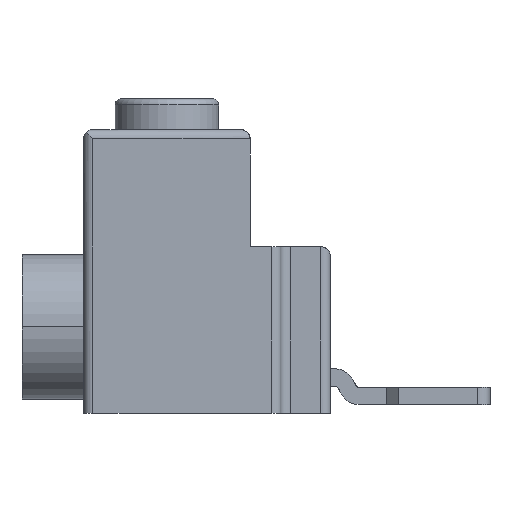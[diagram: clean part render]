
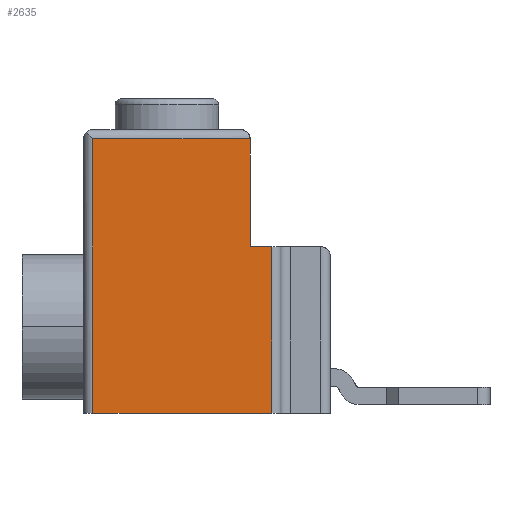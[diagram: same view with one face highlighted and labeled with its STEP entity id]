
A CAD part, left-side view. The second image highlights one B-rep face of the part: STEP entity #2635.
In plain terms, the highlighted planar face has unit normal (-1, 0, 0).
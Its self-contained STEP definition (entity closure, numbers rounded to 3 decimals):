
#67 = PLANE('',#68);
#68 = AXIS2_PLACEMENT_3D('',#69,#70,#71);
#69 = CARTESIAN_POINT('',(0.,0.,-11.5));
#70 = DIRECTION('',(0.,0.,1.));
#71 = DIRECTION('',(1.,0.,0.));
#492 = VERTEX_POINT('',#493);
#493 = CARTESIAN_POINT('',(-22.,19.25,-11.5));
#508 = CYLINDRICAL_SURFACE('',#509,0.75);
#509 = AXIS2_PLACEMENT_3D('',#510,#511,#512);
#510 = CARTESIAN_POINT('',(-21.25,19.25,-11.5));
#511 = DIRECTION('',(0.,0.,1.));
#512 = DIRECTION('',(1.,0.,0.));
#520 = EDGE_CURVE('',#492,#521,#523,.T.);
#521 = VERTEX_POINT('',#522);
#522 = CARTESIAN_POINT('',(-22.,4.75,-11.5));
#523 = SURFACE_CURVE('',#524,(#528,#535),.PCURVE_S1.);
#524 = LINE('',#525,#526);
#525 = CARTESIAN_POINT('',(-22.,19.25,-11.5));
#526 = VECTOR('',#527,1.);
#527 = DIRECTION('',(0.,-1.,0.));
#528 = PCURVE('',#67,#529);
#529 = DEFINITIONAL_REPRESENTATION('',(#530),#534);
#530 = LINE('',#531,#532);
#531 = CARTESIAN_POINT('',(-22.,19.25));
#532 = VECTOR('',#533,1.);
#533 = DIRECTION('',(0.,-1.));
#534 = ( GEOMETRIC_REPRESENTATION_CONTEXT(2) 
PARAMETRIC_REPRESENTATION_CONTEXT() REPRESENTATION_CONTEXT('2D SPACE',''
  ) );
#535 = PCURVE('',#536,#541);
#536 = PLANE('',#537);
#537 = AXIS2_PLACEMENT_3D('',#538,#539,#540);
#538 = CARTESIAN_POINT('',(-22.,19.25,-11.5));
#539 = DIRECTION('',(-1.,0.,0.));
#540 = DIRECTION('',(0.,-1.,0.));
#541 = DEFINITIONAL_REPRESENTATION('',(#542),#546);
#542 = LINE('',#543,#544);
#543 = CARTESIAN_POINT('',(0.,0.));
#544 = VECTOR('',#545,1.);
#545 = DIRECTION('',(1.,0.));
#546 = ( GEOMETRIC_REPRESENTATION_CONTEXT(2) 
PARAMETRIC_REPRESENTATION_CONTEXT() REPRESENTATION_CONTEXT('2D SPACE',''
  ) );
#565 = CYLINDRICAL_SURFACE('',#566,0.75);
#566 = AXIS2_PLACEMENT_3D('',#567,#568,#569);
#567 = CARTESIAN_POINT('',(-21.25,4.75,-11.5));
#568 = DIRECTION('',(0.,0.,1.));
#569 = DIRECTION('',(1.,0.,0.));
#848 = PLANE('',#849);
#849 = AXIS2_PLACEMENT_3D('',#850,#851,#852);
#850 = CARTESIAN_POINT('',(-50.,0.75,2.));
#851 = DIRECTION('',(0.,0.,-1.));
#852 = DIRECTION('',(0.,1.,0.));
#2239 = VERTEX_POINT('',#2240);
#2240 = CARTESIAN_POINT('',(-22.,4.75,2.));
#2266 = EDGE_CURVE('',#2239,#2267,#2269,.T.);
#2267 = VERTEX_POINT('',#2268);
#2268 = CARTESIAN_POINT('',(-22.,6.5,2.));
#2269 = SURFACE_CURVE('',#2270,(#2274,#2281),.PCURVE_S1.);
#2270 = LINE('',#2271,#2272);
#2271 = CARTESIAN_POINT('',(-22.,4.75,2.));
#2272 = VECTOR('',#2273,1.);
#2273 = DIRECTION('',(0.,1.,0.));
#2274 = PCURVE('',#848,#2275);
#2275 = DEFINITIONAL_REPRESENTATION('',(#2276),#2280);
#2276 = LINE('',#2277,#2278);
#2277 = CARTESIAN_POINT('',(4.,28.));
#2278 = VECTOR('',#2279,1.);
#2279 = DIRECTION('',(1.,0.));
#2280 = ( GEOMETRIC_REPRESENTATION_CONTEXT(2) 
PARAMETRIC_REPRESENTATION_CONTEXT() REPRESENTATION_CONTEXT('2D SPACE',''
  ) );
#2281 = PCURVE('',#536,#2282);
#2282 = DEFINITIONAL_REPRESENTATION('',(#2283),#2287);
#2283 = LINE('',#2284,#2285);
#2284 = CARTESIAN_POINT('',(14.5,13.5));
#2285 = VECTOR('',#2286,1.);
#2286 = DIRECTION('',(-1.,0.));
#2287 = ( GEOMETRIC_REPRESENTATION_CONTEXT(2) 
PARAMETRIC_REPRESENTATION_CONTEXT() REPRESENTATION_CONTEXT('2D SPACE',''
  ) );
#2305 = PLANE('',#2306);
#2306 = AXIS2_PLACEMENT_3D('',#2307,#2308,#2309);
#2307 = CARTESIAN_POINT('',(-50.,6.5,2.));
#2308 = DIRECTION('',(0.,1.,0.));
#2309 = DIRECTION('',(0.,0.,1.));
#2612 = EDGE_CURVE('',#521,#2239,#2613,.T.);
#2613 = SURFACE_CURVE('',#2614,(#2618,#2625),.PCURVE_S1.);
#2614 = LINE('',#2615,#2616);
#2615 = CARTESIAN_POINT('',(-22.,4.75,-11.5));
#2616 = VECTOR('',#2617,1.);
#2617 = DIRECTION('',(0.,0.,1.));
#2618 = PCURVE('',#565,#2619);
#2619 = DEFINITIONAL_REPRESENTATION('',(#2620),#2624);
#2620 = LINE('',#2621,#2622);
#2621 = CARTESIAN_POINT('',(3.142,0.));
#2622 = VECTOR('',#2623,1.);
#2623 = DIRECTION('',(0.,1.));
#2624 = ( GEOMETRIC_REPRESENTATION_CONTEXT(2) 
PARAMETRIC_REPRESENTATION_CONTEXT() REPRESENTATION_CONTEXT('2D SPACE',''
  ) );
#2625 = PCURVE('',#536,#2626);
#2626 = DEFINITIONAL_REPRESENTATION('',(#2627),#2631);
#2627 = LINE('',#2628,#2629);
#2628 = CARTESIAN_POINT('',(14.5,0.));
#2629 = VECTOR('',#2630,1.);
#2630 = DIRECTION('',(0.,1.));
#2631 = ( GEOMETRIC_REPRESENTATION_CONTEXT(2) 
PARAMETRIC_REPRESENTATION_CONTEXT() REPRESENTATION_CONTEXT('2D SPACE',''
  ) );
#2635 = ADVANCED_FACE('',(#2636),#536,.T.);
#2636 = FACE_BOUND('',#2637,.F.);
#2637 = EDGE_LOOP('',(#2638,#2639,#2640,#2641,#2664,#2692));
#2638 = ORIENTED_EDGE('',*,*,#2266,.F.);
#2639 = ORIENTED_EDGE('',*,*,#2612,.F.);
#2640 = ORIENTED_EDGE('',*,*,#520,.F.);
#2641 = ORIENTED_EDGE('',*,*,#2642,.T.);
#2642 = EDGE_CURVE('',#492,#2643,#2645,.T.);
#2643 = VERTEX_POINT('',#2644);
#2644 = CARTESIAN_POINT('',(-22.,19.25,10.75));
#2645 = SURFACE_CURVE('',#2646,(#2650,#2657),.PCURVE_S1.);
#2646 = LINE('',#2647,#2648);
#2647 = CARTESIAN_POINT('',(-22.,19.25,-11.5));
#2648 = VECTOR('',#2649,1.);
#2649 = DIRECTION('',(0.,0.,1.));
#2650 = PCURVE('',#536,#2651);
#2651 = DEFINITIONAL_REPRESENTATION('',(#2652),#2656);
#2652 = LINE('',#2653,#2654);
#2653 = CARTESIAN_POINT('',(0.,0.));
#2654 = VECTOR('',#2655,1.);
#2655 = DIRECTION('',(0.,1.));
#2656 = ( GEOMETRIC_REPRESENTATION_CONTEXT(2) 
PARAMETRIC_REPRESENTATION_CONTEXT() REPRESENTATION_CONTEXT('2D SPACE',''
  ) );
#2657 = PCURVE('',#508,#2658);
#2658 = DEFINITIONAL_REPRESENTATION('',(#2659),#2663);
#2659 = LINE('',#2660,#2661);
#2660 = CARTESIAN_POINT('',(3.142,0.));
#2661 = VECTOR('',#2662,1.);
#2662 = DIRECTION('',(0.,1.));
#2663 = ( GEOMETRIC_REPRESENTATION_CONTEXT(2) 
PARAMETRIC_REPRESENTATION_CONTEXT() REPRESENTATION_CONTEXT('2D SPACE',''
  ) );
#2664 = ORIENTED_EDGE('',*,*,#2665,.F.);
#2665 = EDGE_CURVE('',#2666,#2643,#2668,.T.);
#2666 = VERTEX_POINT('',#2667);
#2667 = CARTESIAN_POINT('',(-22.,6.5,10.75));
#2668 = SURFACE_CURVE('',#2669,(#2673,#2680),.PCURVE_S1.);
#2669 = LINE('',#2670,#2671);
#2670 = CARTESIAN_POINT('',(-22.,6.5,10.75));
#2671 = VECTOR('',#2672,1.);
#2672 = DIRECTION('',(0.,1.,0.));
#2673 = PCURVE('',#536,#2674);
#2674 = DEFINITIONAL_REPRESENTATION('',(#2675),#2679);
#2675 = LINE('',#2676,#2677);
#2676 = CARTESIAN_POINT('',(12.75,22.25));
#2677 = VECTOR('',#2678,1.);
#2678 = DIRECTION('',(-1.,0.));
#2679 = ( GEOMETRIC_REPRESENTATION_CONTEXT(2) 
PARAMETRIC_REPRESENTATION_CONTEXT() REPRESENTATION_CONTEXT('2D SPACE',''
  ) );
#2680 = PCURVE('',#2681,#2686);
#2681 = CYLINDRICAL_SURFACE('',#2682,0.75);
#2682 = AXIS2_PLACEMENT_3D('',#2683,#2684,#2685);
#2683 = CARTESIAN_POINT('',(-21.25,-50.,10.75));
#2684 = DIRECTION('',(0.,1.,0.));
#2685 = DIRECTION('',(1.,0.,0.));
#2686 = DEFINITIONAL_REPRESENTATION('',(#2687),#2691);
#2687 = LINE('',#2688,#2689);
#2688 = CARTESIAN_POINT('',(3.142,56.5));
#2689 = VECTOR('',#2690,1.);
#2690 = DIRECTION('',(0.,1.));
#2691 = ( GEOMETRIC_REPRESENTATION_CONTEXT(2) 
PARAMETRIC_REPRESENTATION_CONTEXT() REPRESENTATION_CONTEXT('2D SPACE',''
  ) );
#2692 = ORIENTED_EDGE('',*,*,#2693,.T.);
#2693 = EDGE_CURVE('',#2666,#2267,#2694,.T.);
#2694 = SURFACE_CURVE('',#2695,(#2699,#2706),.PCURVE_S1.);
#2695 = LINE('',#2696,#2697);
#2696 = CARTESIAN_POINT('',(-22.,6.5,10.75));
#2697 = VECTOR('',#2698,1.);
#2698 = DIRECTION('',(0.,0.,-1.));
#2699 = PCURVE('',#536,#2700);
#2700 = DEFINITIONAL_REPRESENTATION('',(#2701),#2705);
#2701 = LINE('',#2702,#2703);
#2702 = CARTESIAN_POINT('',(12.75,22.25));
#2703 = VECTOR('',#2704,1.);
#2704 = DIRECTION('',(0.,-1.));
#2705 = ( GEOMETRIC_REPRESENTATION_CONTEXT(2) 
PARAMETRIC_REPRESENTATION_CONTEXT() REPRESENTATION_CONTEXT('2D SPACE',''
  ) );
#2706 = PCURVE('',#2305,#2707);
#2707 = DEFINITIONAL_REPRESENTATION('',(#2708),#2712);
#2708 = LINE('',#2709,#2710);
#2709 = CARTESIAN_POINT('',(8.75,28.));
#2710 = VECTOR('',#2711,1.);
#2711 = DIRECTION('',(-1.,0.));
#2712 = ( GEOMETRIC_REPRESENTATION_CONTEXT(2) 
PARAMETRIC_REPRESENTATION_CONTEXT() REPRESENTATION_CONTEXT('2D SPACE',''
  ) );
